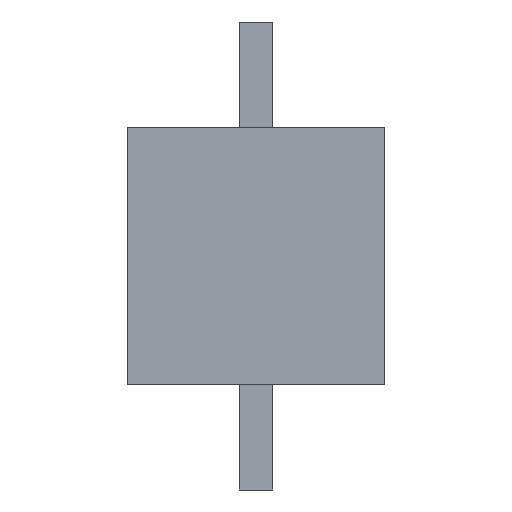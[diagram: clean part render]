
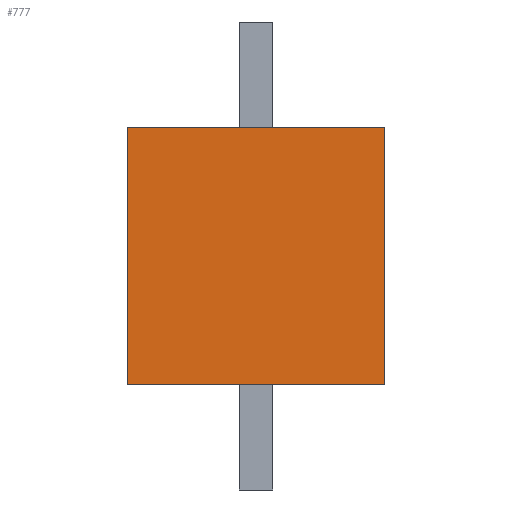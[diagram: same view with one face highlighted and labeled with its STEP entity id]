
A CAD part, front view. The second image highlights one B-rep face of the part: STEP entity #777.
In plain terms, the highlighted free-form (B-spline) face has degree [1, 1] with [2, 2] control points.
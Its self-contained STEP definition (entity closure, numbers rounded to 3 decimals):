
#135 = VERTEX_POINT('',#136);
#136 = CARTESIAN_POINT('',(16.901,10.009,
    -52.13));
#141 = EDGE_CURVE('',#135,#142,#144,.T.);
#142 = VERTEX_POINT('',#143);
#143 = CARTESIAN_POINT('',(-87.359,10.009,
    -52.13));
#144 = B_SPLINE_CURVE_WITH_KNOTS('',1,(#145,#146),.UNSPECIFIED.,.F.,.F.,
  (2,2),(-122.,0.),.PIECEWISE_BEZIER_KNOTS.);
#145 = CARTESIAN_POINT('',(16.901,10.009,
    -52.13));
#146 = CARTESIAN_POINT('',(-87.359,10.009,
    -52.13));
#163 = VERTEX_POINT('',#164);
#164 = CARTESIAN_POINT('',(16.901,10.009,
    52.13));
#169 = EDGE_CURVE('',#135,#163,#170,.T.);
#170 = B_SPLINE_CURVE_WITH_KNOTS('',1,(#171,#172),.UNSPECIFIED.,.F.,.F.,
  (2,2),(-61.,61.),.PIECEWISE_BEZIER_KNOTS.);
#171 = CARTESIAN_POINT('',(16.901,10.009,
    -52.13));
#172 = CARTESIAN_POINT('',(16.901,10.009,
    52.13));
#777 = ADVANCED_FACE('',(#778),#794,.T.);
#778 = FACE_BOUND('',#779,.T.);
#779 = EDGE_LOOP('',(#780,#781,#788,#793));
#780 = ORIENTED_EDGE('',*,*,#169,.T.);
#781 = ORIENTED_EDGE('',*,*,#782,.F.);
#782 = EDGE_CURVE('',#783,#163,#785,.T.);
#783 = VERTEX_POINT('',#784);
#784 = CARTESIAN_POINT('',(-87.359,10.009,
    52.13));
#785 = B_SPLINE_CURVE_WITH_KNOTS('',1,(#786,#787),.UNSPECIFIED.,.F.,.F.,
  (2,2),(0.,122.),.PIECEWISE_BEZIER_KNOTS.);
#786 = CARTESIAN_POINT('',(-87.359,10.009,
    52.13));
#787 = CARTESIAN_POINT('',(16.901,10.009,
    52.13));
#788 = ORIENTED_EDGE('',*,*,#789,.F.);
#789 = EDGE_CURVE('',#142,#783,#790,.T.);
#790 = B_SPLINE_CURVE_WITH_KNOTS('',1,(#791,#792),.UNSPECIFIED.,.F.,.F.,
  (2,2),(-61.,61.),.PIECEWISE_BEZIER_KNOTS.);
#791 = CARTESIAN_POINT('',(-87.359,10.009,
    -52.13));
#792 = CARTESIAN_POINT('',(-87.359,10.009,
    52.13));
#793 = ORIENTED_EDGE('',*,*,#141,.F.);
#794 = B_SPLINE_SURFACE_WITH_KNOTS('',1,1,(
    (#795,#796)
    ,(#797,#798
    )),.UNSPECIFIED.,.F.,.F.,.F.,(2,2),(2,2),(0.,122.),(-61.,61.),
  .PIECEWISE_BEZIER_KNOTS.);
#795 = CARTESIAN_POINT('',(-87.359,10.009,
    -52.13));
#796 = CARTESIAN_POINT('',(-87.359,10.009,
    52.13));
#797 = CARTESIAN_POINT('',(16.901,10.009,
    -52.13));
#798 = CARTESIAN_POINT('',(16.901,10.009,
    52.13));
